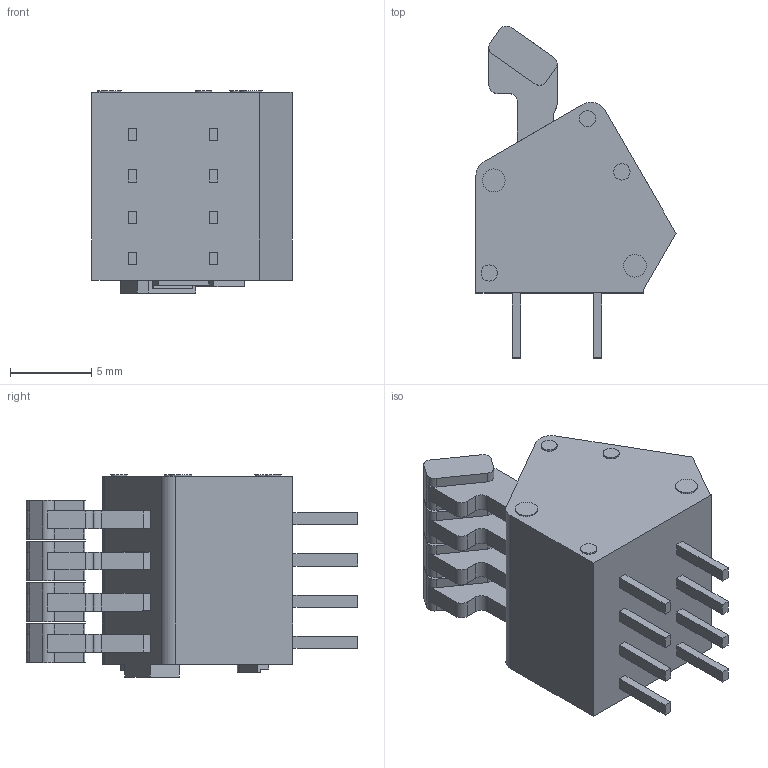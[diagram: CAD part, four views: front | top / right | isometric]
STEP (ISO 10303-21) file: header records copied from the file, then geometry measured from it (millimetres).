
FILE_DESCRIPTION(/* description */ ('STEP AP214'),/* implementation_level */ '2;1');
FILE_NAME(/* name */ '233-504',/* time_stamp */ '2023-02-17T15:52:43+01:00',/* author */ ('License CC BY-ND 4.0'),/* organization */ ('CADENAS'),/* preprocessor_version */ 'ST-DEVELOPER v18.102',/* originating_system */ 'PARTsolutions',/* authorisation */ ' ');
FILE_SCHEMA (('AUTOMOTIVE_DESIGN {1 0 10303 214 3 1 1}'));
Length unit declared in the file: millimetre
Products named in the file (1): 233-504
Bounding box: 12.32 x 20.44 x 12.46 mm (x, y, z)
Volume: 1349.1 mm3; surface area: 1218.7 mm2
Topology: 1 solids, 1 shells, 332 faces, 870 edges, 566 vertices
Faces by surface type: plane 260, cylinder 72
Full cylindrical faces by diameter (mm): 1 x3, 1.4 x2
Entity records: 10112 total; most frequent: CARTESIAN_POINT 1764, ORIENTED_EDGE 1730, DIRECTION 1700, EDGE_CURVE 865, LINE 696, VECTOR 696, VERTEX_POINT 566, AXIS2_PLACEMENT_3D 502
